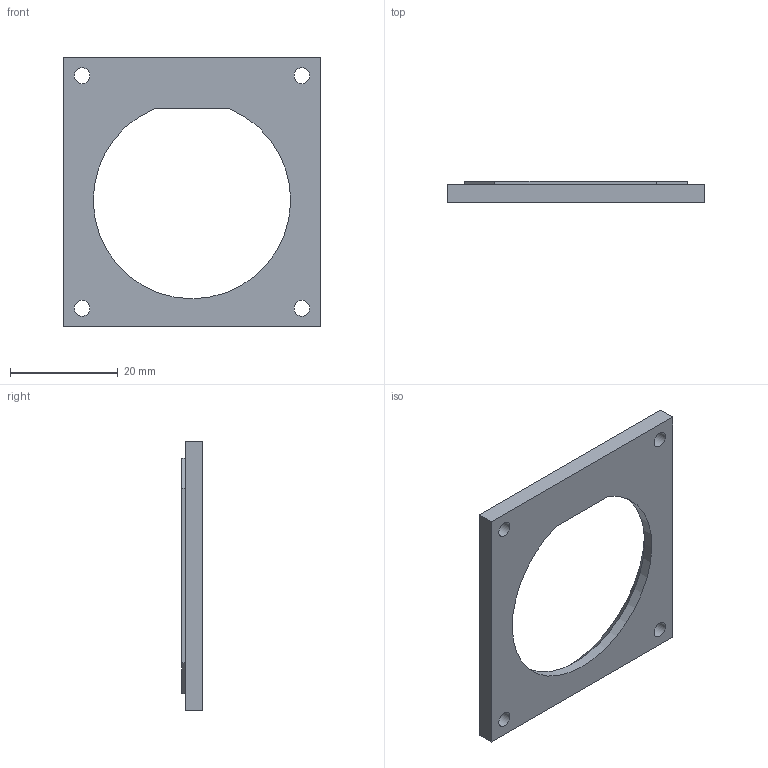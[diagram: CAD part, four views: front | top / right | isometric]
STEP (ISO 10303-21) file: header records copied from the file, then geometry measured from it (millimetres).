
FILE_DESCRIPTION(/* description */ (''),/* implementation_level */ '2;1');
FILE_NAME(/* name */ 'Bezel v7.step',/* time_stamp */ '2023-07-15T05:51:39-05:00',/* author */ (''),/* organization */ (''),/* preprocessor_version */ 'ST-DEVELOPER v19.2',/* originating_system */ 'Autodesk Translation Framework v12.6.0.85',/* authorisation */ '');
FILE_SCHEMA (('AUTOMOTIVE_DESIGN { 1 0 10303 214 3 1 1 }'));
Length unit declared in the file: inch
Products named in the file (1): Bezel
Bounding box: 47.59 x 3.81 x 49.97 mm (x, y, z)
Volume: 4397.3 mm3; surface area: 3775.4 mm2
Topology: 1 solids, 1 shells, 23 faces, 58 edges, 38 vertices
Faces by surface type: plane 17, cylinder 5, cone 1
Full cylindrical faces by diameter (mm): 2.921 x4
Entity records: 751 total; most frequent: CARTESIAN_POINT 126, ORIENTED_EDGE 116, DIRECTION 115, EDGE_CURVE 58, LINE 45, VECTOR 45, VERTEX_POINT 38, AXIS2_PLACEMENT_3D 35
